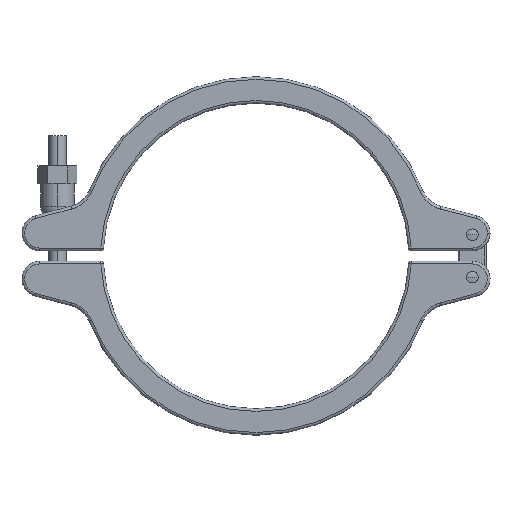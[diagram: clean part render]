
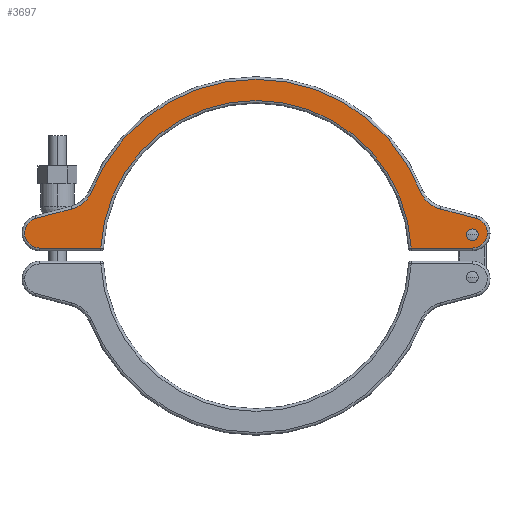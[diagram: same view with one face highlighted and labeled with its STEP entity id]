
A CAD part, top view. The second image highlights one B-rep face of the part: STEP entity #3697.
In plain terms, the highlighted planar face has unit normal (0, 0, 1).
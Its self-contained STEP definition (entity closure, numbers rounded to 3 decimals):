
#20 = VERTEX_POINT ( 'NONE', #10844 ) ;
#63 = AXIS2_PLACEMENT_3D ( 'NONE', #10546, #940, #4710 ) ;
#250 = PLANE ( 'NONE',  #10685 ) ;
#266 = EDGE_CURVE ( 'NONE', #11602, #11324, #8184, .T. ) ;
#340 = DIRECTION ( 'NONE',  ( 1., 0., 0. ) ) ;
#370 = CARTESIAN_POINT ( 'NONE',  ( 122.5, 4.5, 12. ) ) ;
#406 = AXIS2_PLACEMENT_3D ( 'NONE', #7456, #1441, #3367 ) ;
#475 = DIRECTION ( 'NONE',  ( 0., 0., 1. ) ) ;
#738 = EDGE_CURVE ( 'NONE', #11143, #1802, #8332, .T. ) ;
#774 = EDGE_CURVE ( 'NONE', #3622, #11602, #4222, .T. ) ;
#808 = DIRECTION ( 'NONE',  ( 1., 0., 0. ) ) ;
#845 = ORIENTED_EDGE ( 'NONE', *, *, #4337, .T. ) ;
#940 = DIRECTION ( 'NONE',  ( 0., 0., 1. ) ) ;
#1092 = EDGE_CURVE ( 'NONE', #1598, #6858, #7108, .T. ) ;
#1246 = ORIENTED_EDGE ( 'NONE', *, *, #2329, .T. ) ;
#1297 = LINE ( 'NONE', #1492, #10987 ) ;
#1441 = DIRECTION ( 'NONE',  ( 0., 0., 1. ) ) ;
#1492 = CARTESIAN_POINT ( 'NONE',  ( -86.448, 4.5, 12. ) ) ;
#1508 = VERTEX_POINT ( 'NONE', #370 ) ;
#1598 = VERTEX_POINT ( 'NONE', #2666 ) ;
#1802 = VERTEX_POINT ( 'NONE', #7211 ) ;
#2067 = CARTESIAN_POINT ( 'NONE',  ( 108.409, 42.657, 12. ) ) ;
#2074 = CIRCLE ( 'NONE', #2294, 8.5 ) ;
#2134 = DIRECTION ( 'NONE',  ( -0.966, -0.259, 0. ) ) ;
#2294 = AXIS2_PLACEMENT_3D ( 'NONE', #7729, #2864, #12525 ) ;
#2329 = EDGE_CURVE ( 'NONE', #1802, #1508, #7654, .T. ) ;
#2659 = AXIS2_PLACEMENT_3D ( 'NONE', #11469, #6549, #10441 ) ;
#2666 = CARTESIAN_POINT ( 'NONE',  ( 124.7, 21.21, 12. ) ) ;
#2748 = CARTESIAN_POINT ( 'NONE',  ( -122.5, 4.5, 12. ) ) ;
#2807 = VECTOR ( 'NONE', #2134, 1000. ) ;
#2834 = ORIENTED_EDGE ( 'NONE', *, *, #4303, .F. ) ;
#2864 = DIRECTION ( 'NONE',  ( 0., 0., 1. ) ) ;
#3040 = VERTEX_POINT ( 'NONE', #5464 ) ;
#3085 = EDGE_CURVE ( 'NONE', #11876, #10104, #9186, .T. ) ;
#3165 = CARTESIAN_POINT ( 'NONE',  ( -87.885, 4.5, 12. ) ) ;
#3187 = DIRECTION ( 'NONE',  ( 1., 0., 0. ) ) ;
#3367 = DIRECTION ( 'NONE',  ( 1., 0., 0. ) ) ;
#3432 = AXIS2_PLACEMENT_3D ( 'NONE', #9237, #475, #340 ) ;
#3560 = CARTESIAN_POINT ( 'NONE',  ( 104.139, 26.72, 12. ) ) ;
#3571 = CARTESIAN_POINT ( 'NONE',  ( -93.055, 36.616, 12. ) ) ;
#3622 = VERTEX_POINT ( 'NONE', #4265 ) ;
#3697 = ADVANCED_FACE ( 'NONE', ( #6074, #9008 ), #250, .T. ) ;
#4142 = CARTESIAN_POINT ( 'NONE',  ( 0., 0., 12. ) ) ;
#4204 = ORIENTED_EDGE ( 'NONE', *, *, #8644, .T. ) ;
#4222 = CIRCLE ( 'NONE', #10362, 100. ) ;
#4265 = CARTESIAN_POINT ( 'NONE',  ( 93.055, 36.616, 12. ) ) ;
#4303 = EDGE_CURVE ( 'NONE', #20, #3040, #8231, .T. ) ;
#4337 = EDGE_CURVE ( 'NONE', #7422, #1598, #2074, .T. ) ;
#4710 = DIRECTION ( 'NONE',  ( 1., 0., 0. ) ) ;
#4914 = DIRECTION ( 'NONE',  ( 1., 0., 0. ) ) ;
#5053 = AXIS2_PLACEMENT_3D ( 'NONE', #5876, #12584, #4914 ) ;
#5288 = DIRECTION ( 'NONE',  ( 0., 0., 1. ) ) ;
#5313 = ORIENTED_EDGE ( 'NONE', *, *, #266, .T. ) ;
#5464 = CARTESIAN_POINT ( 'NONE',  ( 125.8, 12., 12. ) ) ;
#5669 = CIRCLE ( 'NONE', #3432, 8.5 ) ;
#5757 = ORIENTED_EDGE ( 'NONE', *, *, #774, .T. ) ;
#5791 = ORIENTED_EDGE ( 'NONE', *, *, #8631, .T. ) ;
#5876 = CARTESIAN_POINT ( 'NONE',  ( 0., 0., 12. ) ) ;
#5885 = EDGE_LOOP ( 'NONE', ( #4204, #9750, #1246, #9704, #845, #10612, #10245, #5757, #5313, #5791, #10363 ) ) ;
#5975 = DIRECTION ( 'NONE',  ( 0., 0., -1. ) ) ;
#6074 = FACE_OUTER_BOUND ( 'NONE', #5885, .T. ) ;
#6079 = VECTOR ( 'NONE', #9988, 1000. ) ;
#6305 = LINE ( 'NONE', #7325, #2807 ) ;
#6420 = ORIENTED_EDGE ( 'NONE', *, *, #8570, .F. ) ;
#6549 = DIRECTION ( 'NONE',  ( 0., 0., -1. ) ) ;
#6858 = VERTEX_POINT ( 'NONE', #3560 ) ;
#7065 = CARTESIAN_POINT ( 'NONE',  ( 122.5, 12., 12. ) ) ;
#7108 = LINE ( 'NONE', #10244, #6079 ) ;
#7211 = CARTESIAN_POINT ( 'NONE',  ( 87.885, 4.5, 12. ) ) ;
#7218 = EDGE_LOOP ( 'NONE', ( #2834, #6420 ) ) ;
#7325 = CARTESIAN_POINT ( 'NONE',  ( -124.7, 21.21, 12. ) ) ;
#7422 = VERTEX_POINT ( 'NONE', #9880 ) ;
#7456 = CARTESIAN_POINT ( 'NONE',  ( -122.5, 13., 12. ) ) ;
#7654 = LINE ( 'NONE', #11567, #9779 ) ;
#7729 = CARTESIAN_POINT ( 'NONE',  ( 122.5, 13., 12. ) ) ;
#7731 = CARTESIAN_POINT ( 'NONE',  ( 0., 0., 12. ) ) ;
#7953 = AXIS2_PLACEMENT_3D ( 'NONE', #2067, #5975, #11798 ) ;
#8056 = DIRECTION ( 'NONE',  ( 0., 0., 1. ) ) ;
#8184 = CIRCLE ( 'NONE', #2659, 16.5 ) ;
#8231 = CIRCLE ( 'NONE', #63, 3.3 ) ;
#8299 = CARTESIAN_POINT ( 'NONE',  ( -124.7, 21.21, 12. ) ) ;
#8332 = CIRCLE ( 'NONE', #5053, 88. ) ;
#8570 = EDGE_CURVE ( 'NONE', #3040, #20, #8944, .T. ) ;
#8585 = EDGE_CURVE ( 'NONE', #1508, #7422, #5669, .T. ) ;
#8631 = EDGE_CURVE ( 'NONE', #11324, #11876, #6305, .T. ) ;
#8644 = EDGE_CURVE ( 'NONE', #10104, #11143, #1297, .T. ) ;
#8944 = CIRCLE ( 'NONE', #11812, 3.3 ) ;
#9008 = FACE_BOUND ( 'NONE', #7218, .T. ) ;
#9166 = CIRCLE ( 'NONE', #7953, 16.5 ) ;
#9170 = DIRECTION ( 'NONE',  ( 1., 0., 0. ) ) ;
#9186 = CIRCLE ( 'NONE', #406, 8.5 ) ;
#9237 = CARTESIAN_POINT ( 'NONE',  ( 122.5, 13., 12. ) ) ;
#9431 = CARTESIAN_POINT ( 'NONE',  ( -104.139, 26.72, 12. ) ) ;
#9704 = ORIENTED_EDGE ( 'NONE', *, *, #8585, .T. ) ;
#9750 = ORIENTED_EDGE ( 'NONE', *, *, #738, .T. ) ;
#9779 = VECTOR ( 'NONE', #808, 1000. ) ;
#9880 = CARTESIAN_POINT ( 'NONE',  ( 131., 13., 12. ) ) ;
#9988 = DIRECTION ( 'NONE',  ( -0.966, 0.259, 0. ) ) ;
#10011 = DIRECTION ( 'NONE',  ( 0., 0., 1. ) ) ;
#10104 = VERTEX_POINT ( 'NONE', #2748 ) ;
#10244 = CARTESIAN_POINT ( 'NONE',  ( 104.139, 26.72, 12. ) ) ;
#10245 = ORIENTED_EDGE ( 'NONE', *, *, #11420, .T. ) ;
#10362 = AXIS2_PLACEMENT_3D ( 'NONE', #7731, #5288, #12012 ) ;
#10363 = ORIENTED_EDGE ( 'NONE', *, *, #3085, .T. ) ;
#10441 = DIRECTION ( 'NONE',  ( 1., 0., 0. ) ) ;
#10513 = DIRECTION ( 'NONE',  ( 1., 0., 0. ) ) ;
#10546 = CARTESIAN_POINT ( 'NONE',  ( 122.5, 12., 12. ) ) ;
#10612 = ORIENTED_EDGE ( 'NONE', *, *, #1092, .T. ) ;
#10685 = AXIS2_PLACEMENT_3D ( 'NONE', #4142, #8056, #3187 ) ;
#10844 = CARTESIAN_POINT ( 'NONE',  ( 119.2, 12., 12. ) ) ;
#10987 = VECTOR ( 'NONE', #10513, 1000. ) ;
#11143 = VERTEX_POINT ( 'NONE', #3165 ) ;
#11324 = VERTEX_POINT ( 'NONE', #9431 ) ;
#11420 = EDGE_CURVE ( 'NONE', #6858, #3622, #9166, .T. ) ;
#11469 = CARTESIAN_POINT ( 'NONE',  ( -108.409, 42.657, 12. ) ) ;
#11567 = CARTESIAN_POINT ( 'NONE',  ( 122.5, 4.5, 12. ) ) ;
#11602 = VERTEX_POINT ( 'NONE', #3571 ) ;
#11798 = DIRECTION ( 'NONE',  ( 1., 0., 0. ) ) ;
#11812 = AXIS2_PLACEMENT_3D ( 'NONE', #7065, #10011, #9170 ) ;
#11876 = VERTEX_POINT ( 'NONE', #8299 ) ;
#12012 = DIRECTION ( 'NONE',  ( 1., 0., 0. ) ) ;
#12525 = DIRECTION ( 'NONE',  ( 1., 0., 0. ) ) ;
#12584 = DIRECTION ( 'NONE',  ( 0., 0., -1. ) ) ;
